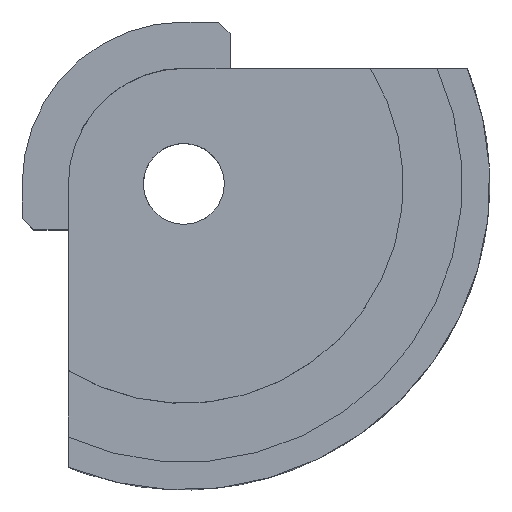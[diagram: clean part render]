
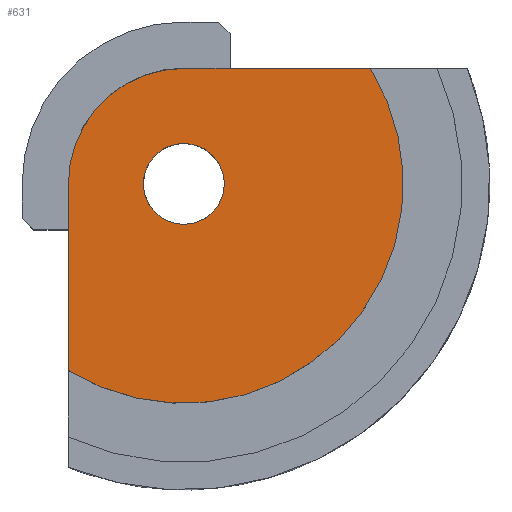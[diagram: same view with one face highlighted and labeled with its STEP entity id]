
A CAD part, top view. The second image highlights one B-rep face of the part: STEP entity #631.
In plain terms, the highlighted planar face has unit normal (0, 0, 1).
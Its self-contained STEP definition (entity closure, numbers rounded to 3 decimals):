
#221 = VERTEX_POINT('',#222);
#222 = CARTESIAN_POINT('',(-3.,120.,-7.5));
#335 = VERTEX_POINT('',#336);
#336 = CARTESIAN_POINT('',(3.078,120.,-7.5));
#342 = EDGE_CURVE('',#221,#335,#343,.T.);
#343 = LINE('',#344,#345);
#344 = CARTESIAN_POINT('',(4.01,120.,-7.5));
#345 = VECTOR('',#346,1.);
#346 = DIRECTION('',(1.,0.,0.));
#585 = VERTEX_POINT('',#586);
#586 = CARTESIAN_POINT('',(-5.,120.,-7.5));
#592 = EDGE_CURVE('',#221,#585,#593,.T.);
#593 = LINE('',#594,#595);
#594 = CARTESIAN_POINT('',(-3.,120.,-7.5));
#595 = VECTOR('',#596,1.);
#596 = DIRECTION('',(-1.,0.,0.));
#606 = EDGE_CURVE('',#607,#607,#609,.T.);
#607 = VERTEX_POINT('',#608);
#608 = CARTESIAN_POINT('',(-5.,113.25,-7.5));
#609 = CIRCLE('',#610,1.75);
#610 = AXIS2_PLACEMENT_3D('',#611,#612,#613);
#611 = CARTESIAN_POINT('',(-5.,115.,-7.5));
#612 = DIRECTION('',(0.,0.,-1.));
#613 = DIRECTION('',(0.,-1.,0.));
#631 = ADVANCED_FACE('',(#632,#668),#671,.T.);
#632 = FACE_BOUND('',#633,.T.);
#633 = EDGE_LOOP('',(#634,#643,#651,#659,#666,#667));
#634 = ORIENTED_EDGE('',*,*,#635,.F.);
#635 = EDGE_CURVE('',#636,#585,#638,.T.);
#636 = VERTEX_POINT('',#637);
#637 = CARTESIAN_POINT('',(-10.,115.,-7.5));
#638 = CIRCLE('',#639,5.);
#639 = AXIS2_PLACEMENT_3D('',#640,#641,#642);
#640 = CARTESIAN_POINT('',(-5.,115.,-7.5));
#641 = DIRECTION('',(0.,0.,-1.));
#642 = DIRECTION('',(0.,-1.,0.));
#643 = ORIENTED_EDGE('',*,*,#644,.T.);
#644 = EDGE_CURVE('',#636,#645,#647,.T.);
#645 = VERTEX_POINT('',#646);
#646 = CARTESIAN_POINT('',(-10.,113.,-7.5));
#647 = LINE('',#648,#649);
#648 = CARTESIAN_POINT('',(-10.,115.,-7.5));
#649 = VECTOR('',#650,1.);
#650 = DIRECTION('',(0.,-1.,0.));
#651 = ORIENTED_EDGE('',*,*,#652,.F.);
#652 = EDGE_CURVE('',#653,#645,#655,.T.);
#653 = VERTEX_POINT('',#654);
#654 = CARTESIAN_POINT('',(-10.,106.922,-7.5));
#655 = LINE('',#656,#657);
#656 = CARTESIAN_POINT('',(-10.,112.99,-7.5));
#657 = VECTOR('',#658,1.);
#658 = DIRECTION('',(0.,1.,0.));
#659 = ORIENTED_EDGE('',*,*,#660,.T.);
#660 = EDGE_CURVE('',#653,#335,#661,.T.);
#661 = CIRCLE('',#662,9.5);
#662 = AXIS2_PLACEMENT_3D('',#663,#664,#665);
#663 = CARTESIAN_POINT('',(-5.,115.,-7.5));
#664 = DIRECTION('',(0.,0.,1.));
#665 = DIRECTION('',(0.,1.,0.));
#666 = ORIENTED_EDGE('',*,*,#342,.F.);
#667 = ORIENTED_EDGE('',*,*,#592,.T.);
#668 = FACE_BOUND('',#669,.T.);
#669 = EDGE_LOOP('',(#670));
#670 = ORIENTED_EDGE('',*,*,#606,.T.);
#671 = PLANE('',#672);
#672 = AXIS2_PLACEMENT_3D('',#673,#674,#675);
#673 = CARTESIAN_POINT('',(-2.98,112.98,-7.5));
#674 = DIRECTION('',(0.,0.,1.));
#675 = DIRECTION('',(-1.,0.,0.));
